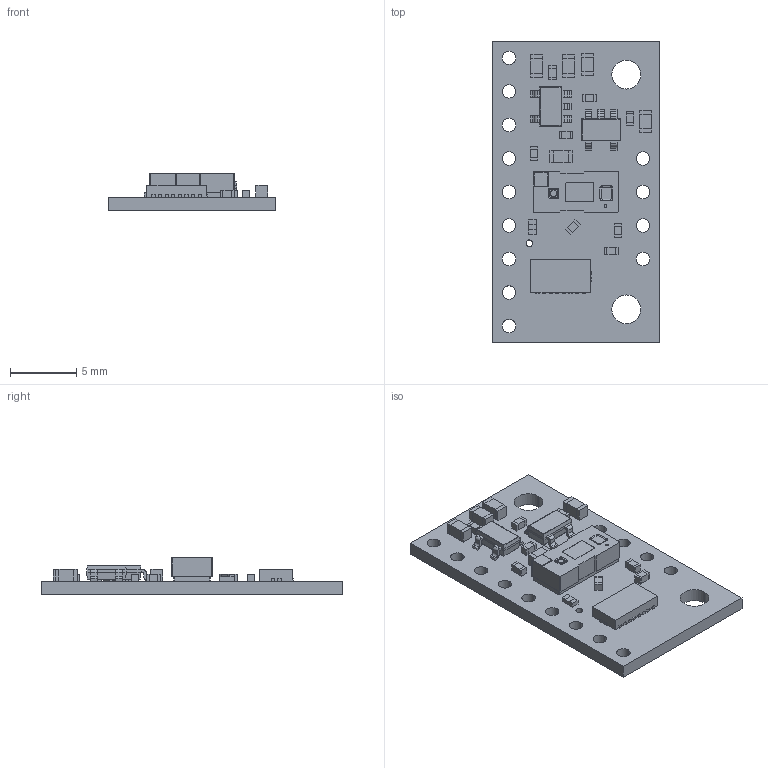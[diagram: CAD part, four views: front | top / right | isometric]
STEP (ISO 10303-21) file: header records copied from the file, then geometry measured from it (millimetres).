
FILE_DESCRIPTION (( 'STEP AP214' ), '1' );
FILE_NAME ('vl53l8cx.STEP', '2024-02-13T22:44:24', ( '' ), ( '' ), 'SwSTEP 2.0', 'SolidWorks 2023', '' );
FILE_SCHEMA (( 'AUTOMOTIVE_DESIGN' ));
Length unit declared in the file: millimetre
Products named in the file (1): vl53l8cx
Bounding box: 12.7 x 22.86 x 2.85 mm (x, y, z)
Volume: 341.3 mm3; surface area: 852.3 mm2
Topology: 1 solids, 1 shells, 1024 faces, 2816 edges, 1836 vertices
Faces by surface type: plane 694, bspline 177, cylinder 145, torus 8
Entity records: 49989 total; most frequent: CARTESIAN_POINT 13640, ORIENTED_EDGE 5632, DIRECTION 4338, EDGE_CURVE 2816, LINE 2094, VECTOR 2094, VERTEX_POINT 1836, EDGE_LOOP 1186
